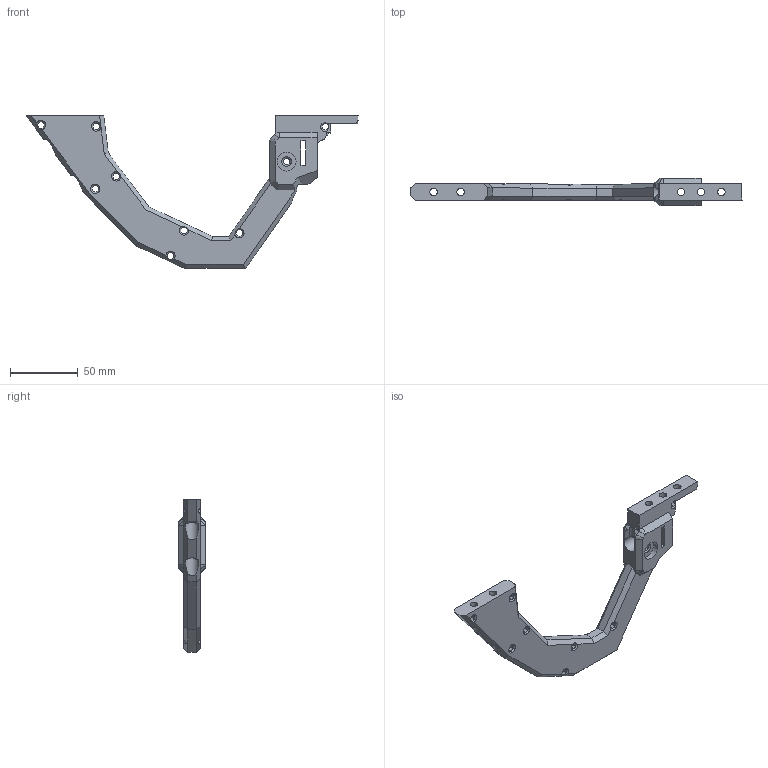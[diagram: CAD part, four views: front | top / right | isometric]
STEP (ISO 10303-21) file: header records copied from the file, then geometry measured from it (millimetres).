
FILE_DESCRIPTION(/* description */ (''),/* implementation_level */ '2;1');
FILE_NAME(/* name */ 'SB2-HandleCore-x1-A .step',/* time_stamp */ '2022-12-19T16:59:27-05:00',/* author */ (''),/* organization */ (''),/* preprocessor_version */ 'ST-DEVELOPER v19.2',/* originating_system */ 'Autodesk Translation Framework v11.17.0.187',/* authorisation */ '');
FILE_SCHEMA (('AUTOMOTIVE_DESIGN { 1 0 10303 214 3 1 1 }'));
Length unit declared in the file: millimetre
Products named in the file (1): SB2-HandleCore-x1-A
Bounding box: 245.95 x 20 x 113.28 mm (x, y, z)
Volume: 96047 mm3; surface area: 31406.8 mm2
Topology: 1 solids, 1 shells, 326 faces, 990 edges, 648 vertices
Faces by surface type: plane 210, cylinder 87, cone 26, bspline 3
Full cylindrical faces by diameter (mm): 5.5 x5, 10 x6, 11 x1, 13 x1, 14 x2
Entity records: 11207 total; most frequent: CARTESIAN_POINT 2754, ORIENTED_EDGE 1980, DIRECTION 1637, EDGE_CURVE 990, VERTEX_POINT 648, AXIS2_PLACEMENT_3D 580, LINE 477, VECTOR 477
